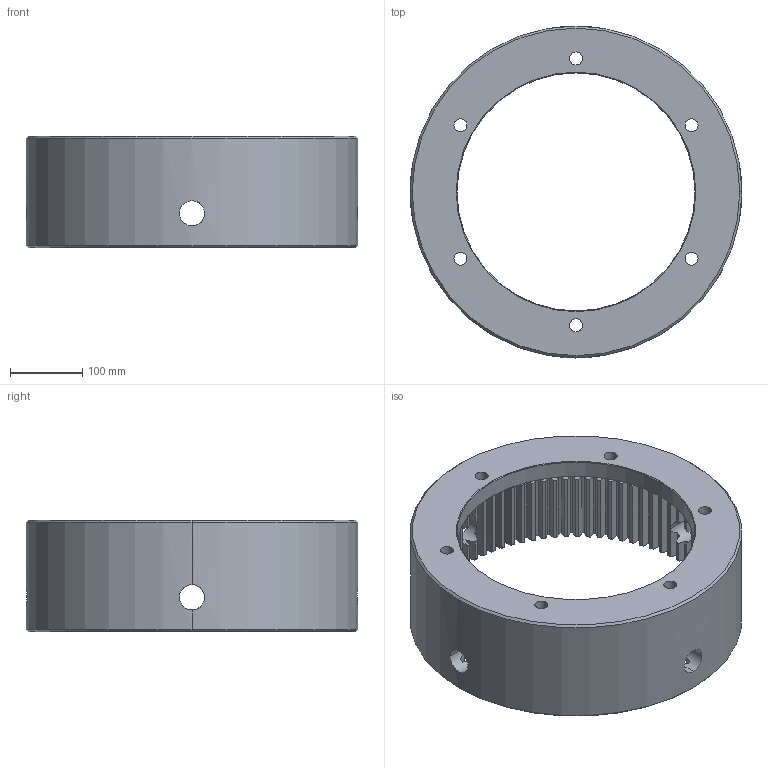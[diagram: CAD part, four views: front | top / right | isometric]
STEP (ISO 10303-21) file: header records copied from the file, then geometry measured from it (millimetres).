
FILE_DESCRIPTION (( 'STEP AP203' ), '1' );
FILE_NAME ('UWG-160(S).STEP', '2017-10-13T05:27:44', ( ' ' ), ( '' ), 'SwSTEP 2.0', 'SolidWorks 2009', '' );
FILE_SCHEMA (( 'CONFIG_CONTROL_DESIGN' ));
Length unit declared in the file: millimetre
Products named in the file (1): UWG-160(S)
Bounding box: 460 x 460 x 155 mm (x, y, z)
Volume: 5585691.5 mm3; surface area: 713486 mm2
Topology: 1 solids, 1 shells, 484 faces, 1450 edges, 964 vertices
Faces by surface type: bspline 182, cylinder 117, plane 94, cone 91
Entity records: 22918 total; most frequent: CARTESIAN_POINT 11177, ORIENTED_EDGE 2900, DIRECTION 1769, EDGE_CURVE 1450, VERTEX_POINT 964, AXIS2_PLACEMENT_3D 600, B_SPLINE_CURVE_WITH_KNOTS 570, LINE 569
